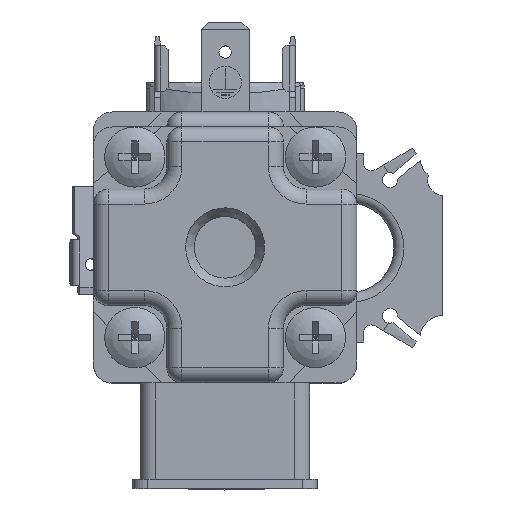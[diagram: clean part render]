
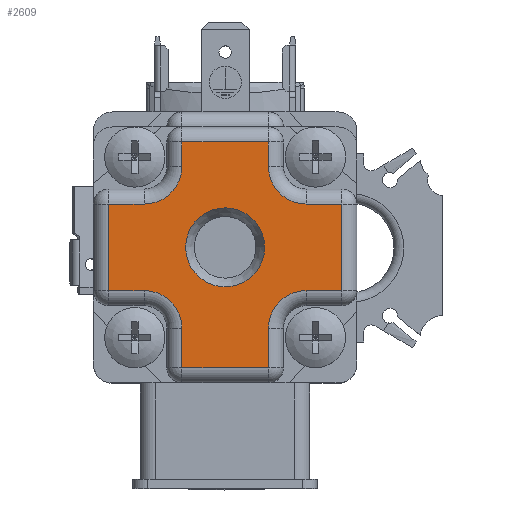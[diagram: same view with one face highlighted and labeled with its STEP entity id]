
A CAD part, top view. The second image highlights one B-rep face of the part: STEP entity #2609.
In plain terms, the highlighted planar face has unit normal (0, 0, 1).
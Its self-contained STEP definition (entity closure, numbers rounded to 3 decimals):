
#2609 = ADVANCED_FACE( '', ( #5392, #5393 ), #5394, .F. );
#5392 = FACE_BOUND( '', #11572, .T. );
#5393 = FACE_OUTER_BOUND( '', #11573, .T. );
#5394 = PLANE( '', #11574 );
#11572 = EDGE_LOOP( '', ( #19193 ) );
#11573 = EDGE_LOOP( '', ( #19194, #19195, #19196, #19197, #19198, #19199, #19200, #19201, #19202, #19203, #19204, #19205, #19206, #19207, #19208, #19209 ) );
#11574 = AXIS2_PLACEMENT_3D( '', #19210, #19211, #19212 );
#19193 = ORIENTED_EDGE( '', *, *, #22774, .T. );
#19194 = ORIENTED_EDGE( '', *, *, #22902, .T. );
#19195 = ORIENTED_EDGE( '', *, *, #22162, .T. );
#19196 = ORIENTED_EDGE( '', *, *, #22746, .T. );
#19197 = ORIENTED_EDGE( '', *, *, #22218, .T. );
#19198 = ORIENTED_EDGE( '', *, *, #21324, .T. );
#19199 = ORIENTED_EDGE( '', *, *, #22284, .T. );
#19200 = ORIENTED_EDGE( '', *, *, #21236, .T. );
#19201 = ORIENTED_EDGE( '', *, *, #21778, .T. );
#19202 = ORIENTED_EDGE( '', *, *, #21140, .T. );
#19203 = ORIENTED_EDGE( '', *, *, #20839, .T. );
#19204 = ORIENTED_EDGE( '', *, *, #22748, .T. );
#19205 = ORIENTED_EDGE( '', *, *, #20515, .T. );
#19206 = ORIENTED_EDGE( '', *, *, #22689, .T. );
#19207 = ORIENTED_EDGE( '', *, *, #20736, .T. );
#19208 = ORIENTED_EDGE( '', *, *, #22864, .T. );
#19209 = ORIENTED_EDGE( '', *, *, #22058, .T. );
#19210 = CARTESIAN_POINT( '', ( 7.75, -16., 42.9 ) );
#19211 = DIRECTION( '', ( 0., 0., -1. ) );
#19212 = DIRECTION( '', ( 0., 1., 0. ) );
#20515 = EDGE_CURVE( '', #23974, #23979, #23981, .T. );
#20736 = EDGE_CURVE( '', #24341, #24345, #24347, .F. );
#20839 = EDGE_CURVE( '', #24516, #24514, #24517, .F. );
#21140 = EDGE_CURVE( '', #24987, #24516, #24988, .F. );
#21236 = EDGE_CURVE( '', #23473, #25132, #25134, .F. );
#21324 = EDGE_CURVE( '', #25264, #25262, #25265, .F. );
#21778 = EDGE_CURVE( '', #25132, #24987, #25931, .T. );
#22058 = EDGE_CURVE( '', #26296, #26301, #26303, .T. );
#22162 = EDGE_CURVE( '', #25951, #23605, #26432, .F. );
#22218 = EDGE_CURVE( '', #26502, #25264, #26503, .T. );
#22284 = EDGE_CURVE( '', #25262, #23473, #26587, .F. );
#22689 = EDGE_CURVE( '', #23979, #24341, #27057, .F. );
#22746 = EDGE_CURVE( '', #23605, #26502, #27118, .F. );
#22748 = EDGE_CURVE( '', #24514, #23974, #27120, .F. );
#22774 = EDGE_CURVE( '', #27147, #27147, #27148, .T. );
#22864 = EDGE_CURVE( '', #24345, #26296, #27250, .F. );
#22902 = EDGE_CURVE( '', #26301, #25951, #27291, .F. );
#23473 = VERTEX_POINT( '', #28863 );
#23605 = VERTEX_POINT( '', #29051 );
#23974 = VERTEX_POINT( '', #29594 );
#23979 = VERTEX_POINT( '', #29599 );
#23981 = CIRCLE( '', #29601, 5. );
#24341 = VERTEX_POINT( '', #30236 );
#24345 = VERTEX_POINT( '', #30241 );
#24347 = LINE( '', #30243, #30244 );
#24514 = VERTEX_POINT( '', #30565 );
#24516 = VERTEX_POINT( '', #30567 );
#24517 = LINE( '', #30568, #30569 );
#24987 = VERTEX_POINT( '', #31546 );
#24988 = LINE( '', #31547, #31548 );
#25132 = VERTEX_POINT( '', #31754 );
#25134 = LINE( '', #31756, #31757 );
#25262 = VERTEX_POINT( '', #32312 );
#25264 = VERTEX_POINT( '', #32314 );
#25265 = LINE( '', #32315, #32316 );
#25931 = CIRCLE( '', #33494, 5. );
#25951 = VERTEX_POINT( '', #33582 );
#26296 = VERTEX_POINT( '', #34395 );
#26301 = VERTEX_POINT( '', #34400 );
#26303 = CIRCLE( '', #34402, 5. );
#26432 = LINE( '', #34693, #34694 );
#26502 = VERTEX_POINT( '', #34808 );
#26503 = CIRCLE( '', #34809, 5. );
#26587 = LINE( '', #35261, #35262 );
#27057 = LINE( '', #36492, #36493 );
#27118 = LINE( '', #36620, #36621 );
#27120 = LINE( '', #36623, #36624 );
#27147 = VERTEX_POINT( '', #36696 );
#27148 = CIRCLE( '', #36697, 5.25 );
#27250 = LINE( '', #36839, #36840 );
#27291 = LINE( '', #36895, #36896 );
#28863 = CARTESIAN_POINT( '', ( -5.75, 16., 42.9 ) );
#29051 = CARTESIAN_POINT( '', ( 15.5, 5.75, 42.9 ) );
#29594 = CARTESIAN_POINT( '', ( -10.75, -5.75, 42.9 ) );
#29599 = CARTESIAN_POINT( '', ( -5.75, -10.75, 42.9 ) );
#29601 = AXIS2_PLACEMENT_3D( '', #37749, #37750, #37751 );
#30236 = CARTESIAN_POINT( '', ( -5.75, -14., 42.9 ) );
#30241 = CARTESIAN_POINT( '', ( 5.75, -14., 42.9 ) );
#30243 = CARTESIAN_POINT( '', ( 7.75, -14., 42.9 ) );
#30244 = VECTOR( '', #38006, 1000. );
#30565 = CARTESIAN_POINT( '', ( -15.5, -5.75, 42.9 ) );
#30567 = CARTESIAN_POINT( '', ( -15.5, 5.75, 42.9 ) );
#30568 = CARTESIAN_POINT( '', ( -15.5, -16., 42.9 ) );
#30569 = VECTOR( '', #38122, 1000. );
#31546 = CARTESIAN_POINT( '', ( -10.75, 5.75, 42.9 ) );
#31547 = CARTESIAN_POINT( '', ( -15.5, 5.75, 42.9 ) );
#31548 = VECTOR( '', #38447, 1000. );
#31754 = CARTESIAN_POINT( '', ( -5.75, 10.75, 42.9 ) );
#31756 = CARTESIAN_POINT( '', ( -5.75, 10.75, 42.9 ) );
#31757 = VECTOR( '', #38555, 1000. );
#32312 = CARTESIAN_POINT( '', ( 5.75, 16., 42.9 ) );
#32314 = CARTESIAN_POINT( '', ( 5.75, 10.75, 42.9 ) );
#32315 = CARTESIAN_POINT( '', ( 5.75, 16., 42.9 ) );
#32316 = VECTOR( '', #38662, 1000. );
#33494 = AXIS2_PLACEMENT_3D( '', #39184, #39185, #39186 );
#33582 = CARTESIAN_POINT( '', ( 15.5, -5.75, 42.9 ) );
#34395 = CARTESIAN_POINT( '', ( 5.75, -10.75, 42.9 ) );
#34400 = CARTESIAN_POINT( '', ( 10.75, -5.75, 42.9 ) );
#34402 = AXIS2_PLACEMENT_3D( '', #39490, #39491, #39492 );
#34693 = CARTESIAN_POINT( '', ( 15.5, 5.75, 42.9 ) );
#34694 = VECTOR( '', #39591, 1000. );
#34808 = CARTESIAN_POINT( '', ( 10.75, 5.75, 42.9 ) );
#34809 = AXIS2_PLACEMENT_3D( '', #39642, #39643, #39644 );
#35261 = CARTESIAN_POINT( '', ( 7.75, 16., 42.9 ) );
#35262 = VECTOR( '', #39729, 1000. );
#36492 = CARTESIAN_POINT( '', ( -5.75, -14., 42.9 ) );
#36493 = VECTOR( '', #40090, 1000. );
#36620 = CARTESIAN_POINT( '', ( 10.75, 5.75, 42.9 ) );
#36621 = VECTOR( '', #40126, 1000. );
#36623 = CARTESIAN_POINT( '', ( -10.75, -5.75, 42.9 ) );
#36624 = VECTOR( '', #40127, 1000. );
#36696 = CARTESIAN_POINT( '', ( -5.25, 0., 42.9 ) );
#36697 = AXIS2_PLACEMENT_3D( '', #40143, #40144, #40145 );
#36839 = CARTESIAN_POINT( '', ( 5.75, -10.75, 42.9 ) );
#36840 = VECTOR( '', #40210, 1000. );
#36895 = CARTESIAN_POINT( '', ( 15.5, -5.75, 42.9 ) );
#36896 = VECTOR( '', #40231, 1000. );
#37749 = CARTESIAN_POINT( '', ( -10.75, -10.75, 42.9 ) );
#37750 = DIRECTION( '', ( 0., 0., -1. ) );
#37751 = DIRECTION( '', ( 0., 1., 0. ) );
#38006 = DIRECTION( '', ( -1., 0., 0. ) );
#38122 = DIRECTION( '', ( 0., 1., 0. ) );
#38447 = DIRECTION( '', ( 1., 0., 0. ) );
#38555 = DIRECTION( '', ( 0., 1., 0. ) );
#38662 = DIRECTION( '', ( 0., -1., 0. ) );
#39184 = CARTESIAN_POINT( '', ( -10.75, 10.75, 42.9 ) );
#39185 = DIRECTION( '', ( 0., 0., -1. ) );
#39186 = DIRECTION( '', ( 0., 1., 0. ) );
#39490 = CARTESIAN_POINT( '', ( 10.75, -10.75, 42.9 ) );
#39491 = DIRECTION( '', ( 0., 0., -1. ) );
#39492 = DIRECTION( '', ( 0., 1., 0. ) );
#39591 = DIRECTION( '', ( 0., -1., 0. ) );
#39642 = CARTESIAN_POINT( '', ( 10.75, 10.75, 42.9 ) );
#39643 = DIRECTION( '', ( 0., 0., -1. ) );
#39644 = DIRECTION( '', ( 0., 1., 0. ) );
#39729 = DIRECTION( '', ( 1., 0., 0. ) );
#40090 = DIRECTION( '', ( 0., 1., 0. ) );
#40126 = DIRECTION( '', ( 1., 0., 0. ) );
#40127 = DIRECTION( '', ( -1., 0., 0. ) );
#40143 = CARTESIAN_POINT( '', ( 0., 0., 42.9 ) );
#40144 = DIRECTION( '', ( 0., 0., -1. ) );
#40145 = DIRECTION( '', ( -1., 0., 0. ) );
#40210 = DIRECTION( '', ( 0., -1., 0. ) );
#40231 = DIRECTION( '', ( -1., 0., 0. ) );
